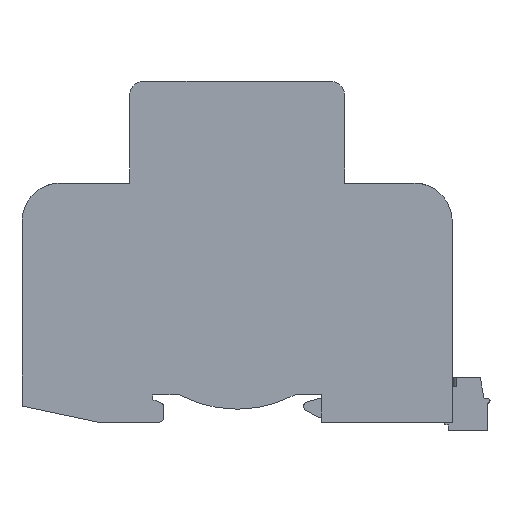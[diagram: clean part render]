
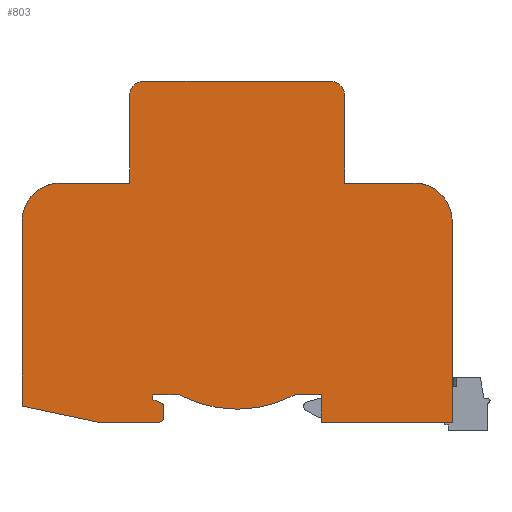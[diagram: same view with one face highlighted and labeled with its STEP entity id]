
A CAD part, left-side view. The second image highlights one B-rep face of the part: STEP entity #803.
In plain terms, the highlighted planar face has unit normal (-1, 0, 0).
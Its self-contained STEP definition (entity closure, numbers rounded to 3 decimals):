
#612=AXIS2_PLACEMENT_3D('Circle Axis2P3D',#610,#611,$) ;
#640=AXIS2_PLACEMENT_3D('Plane Axis2P3D',#637,#638,#639) ;
#644=AXIS2_PLACEMENT_3D('Circle Axis2P3D',#642,#643,$) ;
#665=AXIS2_PLACEMENT_3D('Circle Axis2P3D',#663,#664,$) ;
#679=AXIS2_PLACEMENT_3D('Circle Axis2P3D',#677,#678,$) ;
#700=AXIS2_PLACEMENT_3D('Circle Axis2P3D',#698,#699,$) ;
#728=AXIS2_PLACEMENT_3D('Circle Axis2P3D',#726,#727,$) ;
#742=AXIS2_PLACEMENT_3D('Circle Axis2P3D',#740,#741,$) ;
#312=CARTESIAN_POINT('Vertex',(0.,35.25,7.5)) ;
#315=CARTESIAN_POINT('Line Origine',(0.,38.013,7.5)) ;
#319=CARTESIAN_POINT('Vertex',(0.,40.776,7.5)) ;
#498=CARTESIAN_POINT('Vertex',(0.,7.9,43.8)) ;
#503=CARTESIAN_POINT('Line Origine',(0.,7.9,22.8)) ;
#507=CARTESIAN_POINT('Vertex',(0.,7.9,1.8)) ;
#610=CARTESIAN_POINT('Axis2P3D Location',(0.,52.9,30.5)) ;
#614=CARTESIAN_POINT('Vertex',(0.,65.024,7.5)) ;
#637=CARTESIAN_POINT('Axis2P3D Location',(0.,52.9,1.8)) ;
#642=CARTESIAN_POINT('Axis2P3D Location',(0.,15.9,43.8)) ;
#646=CARTESIAN_POINT('Vertex',(0.,15.9,51.8)) ;
#649=CARTESIAN_POINT('Line Origine',(0.,23.15,51.8)) ;
#653=CARTESIAN_POINT('Vertex',(0.,30.4,51.8)) ;
#656=CARTESIAN_POINT('Line Origine',(0.,30.4,60.944)) ;
#660=CARTESIAN_POINT('Vertex',(0.,30.4,70.087)) ;
#663=CARTESIAN_POINT('Axis2P3D Location',(0.,33.4,70.087)) ;
#667=CARTESIAN_POINT('Vertex',(0.,33.4,73.087)) ;
#670=CARTESIAN_POINT('Line Origine',(0.,52.9,73.087)) ;
#674=CARTESIAN_POINT('Vertex',(0.,72.4,73.087)) ;
#677=CARTESIAN_POINT('Axis2P3D Location',(0.,72.4,70.087)) ;
#681=CARTESIAN_POINT('Vertex',(0.,75.4,70.087)) ;
#684=CARTESIAN_POINT('Line Origine',(0.,75.4,60.944)) ;
#688=CARTESIAN_POINT('Vertex',(0.,75.4,51.8)) ;
#691=CARTESIAN_POINT('Line Origine',(0.,82.65,51.8)) ;
#695=CARTESIAN_POINT('Vertex',(0.,89.9,51.8)) ;
#698=CARTESIAN_POINT('Axis2P3D Location',(0.,89.9,43.8)) ;
#702=CARTESIAN_POINT('Vertex',(0.,97.9,43.8)) ;
#705=CARTESIAN_POINT('Line Origine',(0.,97.9,24.469)) ;
#709=CARTESIAN_POINT('Vertex',(0.,97.9,5.137)) ;
#712=CARTESIAN_POINT('Line Origine',(0.,90.05,3.469)) ;
#716=CARTESIAN_POINT('Vertex',(0.,82.2,1.8)) ;
#719=CARTESIAN_POINT('Line Origine',(0.,75.725,1.8)) ;
#723=CARTESIAN_POINT('Vertex',(0.,69.25,1.8)) ;
#726=CARTESIAN_POINT('Axis2P3D Location',(0.,69.25,2.8)) ;
#730=CARTESIAN_POINT('Vertex',(0.,68.25,2.8)) ;
#733=CARTESIAN_POINT('Line Origine',(0.,68.25,3.859)) ;
#737=CARTESIAN_POINT('Vertex',(0.,68.25,4.917)) ;
#740=CARTESIAN_POINT('Axis2P3D Location',(0.,69.25,4.917)) ;
#744=CARTESIAN_POINT('Vertex',(0.,68.886,5.849)) ;
#747=CARTESIAN_POINT('Line Origine',(0.,69.718,6.174)) ;
#751=CARTESIAN_POINT('Vertex',(0.,70.55,6.5)) ;
#754=CARTESIAN_POINT('Line Origine',(0.,70.55,7.)) ;
#758=CARTESIAN_POINT('Vertex',(0.,70.55,7.5)) ;
#761=CARTESIAN_POINT('Line Origine',(0.,67.787,7.5)) ;
#766=CARTESIAN_POINT('Line Origine',(0.,35.25,4.65)) ;
#770=CARTESIAN_POINT('Vertex',(0.,35.25,1.8)) ;
#773=CARTESIAN_POINT('Line Origine',(0.,21.575,1.8)) ;
#316=DIRECTION('Vector Direction',(0.,1.,0.)) ;
#504=DIRECTION('Vector Direction',(0.,0.,1.)) ;
#611=DIRECTION('Axis2P3D Direction',(-1.,0.,0.)) ;
#638=DIRECTION('Axis2P3D Direction',(-1.,0.,0.)) ;
#639=DIRECTION('Axis2P3D XDirection',(0.,-1.,0.)) ;
#643=DIRECTION('Axis2P3D Direction',(-1.,0.,0.)) ;
#650=DIRECTION('Vector Direction',(0.,1.,0.)) ;
#657=DIRECTION('Vector Direction',(0.,0.,1.)) ;
#664=DIRECTION('Axis2P3D Direction',(-1.,0.,0.)) ;
#671=DIRECTION('Vector Direction',(0.,1.,0.)) ;
#678=DIRECTION('Axis2P3D Direction',(-1.,0.,0.)) ;
#685=DIRECTION('Vector Direction',(0.,0.,1.)) ;
#692=DIRECTION('Vector Direction',(0.,1.,0.)) ;
#699=DIRECTION('Axis2P3D Direction',(-1.,0.,0.)) ;
#706=DIRECTION('Vector Direction',(0.,0.,-1.)) ;
#713=DIRECTION('Vector Direction',(0.,-0.978,-0.208)) ;
#720=DIRECTION('Vector Direction',(0.,1.,0.)) ;
#727=DIRECTION('Axis2P3D Direction',(-1.,0.,0.)) ;
#734=DIRECTION('Vector Direction',(0.,0.,-1.)) ;
#741=DIRECTION('Axis2P3D Direction',(-1.,0.,0.)) ;
#748=DIRECTION('Vector Direction',(0.,-0.931,-0.364)) ;
#755=DIRECTION('Vector Direction',(0.,0.,1.)) ;
#762=DIRECTION('Vector Direction',(0.,1.,0.)) ;
#767=DIRECTION('Vector Direction',(0.,0.,-1.)) ;
#774=DIRECTION('Vector Direction',(0.,1.,0.)) ;
#317=VECTOR('Line Direction',#316,1.) ;
#505=VECTOR('Line Direction',#504,1.) ;
#651=VECTOR('Line Direction',#650,1.) ;
#658=VECTOR('Line Direction',#657,1.) ;
#672=VECTOR('Line Direction',#671,1.) ;
#686=VECTOR('Line Direction',#685,1.) ;
#693=VECTOR('Line Direction',#692,1.) ;
#707=VECTOR('Line Direction',#706,1.) ;
#714=VECTOR('Line Direction',#713,1.) ;
#721=VECTOR('Line Direction',#720,1.) ;
#735=VECTOR('Line Direction',#734,1.) ;
#749=VECTOR('Line Direction',#748,1.) ;
#756=VECTOR('Line Direction',#755,1.) ;
#763=VECTOR('Line Direction',#762,1.) ;
#768=VECTOR('Line Direction',#767,1.) ;
#775=VECTOR('Line Direction',#774,1.) ;
#779=ORIENTED_EDGE('',*,*,#509,.T.) ;
#780=ORIENTED_EDGE('',*,*,#648,.T.) ;
#781=ORIENTED_EDGE('',*,*,#655,.T.) ;
#782=ORIENTED_EDGE('',*,*,#662,.T.) ;
#783=ORIENTED_EDGE('',*,*,#669,.T.) ;
#784=ORIENTED_EDGE('',*,*,#676,.T.) ;
#785=ORIENTED_EDGE('',*,*,#683,.T.) ;
#786=ORIENTED_EDGE('',*,*,#690,.F.) ;
#787=ORIENTED_EDGE('',*,*,#697,.T.) ;
#788=ORIENTED_EDGE('',*,*,#704,.F.) ;
#789=ORIENTED_EDGE('',*,*,#711,.T.) ;
#790=ORIENTED_EDGE('',*,*,#718,.T.) ;
#791=ORIENTED_EDGE('',*,*,#725,.F.) ;
#792=ORIENTED_EDGE('',*,*,#732,.T.) ;
#793=ORIENTED_EDGE('',*,*,#739,.T.) ;
#794=ORIENTED_EDGE('',*,*,#746,.T.) ;
#795=ORIENTED_EDGE('',*,*,#753,.F.) ;
#796=ORIENTED_EDGE('',*,*,#760,.T.) ;
#797=ORIENTED_EDGE('',*,*,#765,.T.) ;
#798=ORIENTED_EDGE('',*,*,#616,.T.) ;
#799=ORIENTED_EDGE('',*,*,#321,.T.) ;
#800=ORIENTED_EDGE('',*,*,#772,.T.) ;
#801=ORIENTED_EDGE('',*,*,#777,.T.) ;
#803=ADVANCED_FACE('\X2\00DC\X0\BERSPANNUNGSSCHUTZ',(#802),#641,.T.) ;
#613=CIRCLE('generated circle',#612,26.) ;
#645=CIRCLE('generated circle',#644,8.) ;
#666=CIRCLE('generated circle',#665,3.) ;
#680=CIRCLE('generated circle',#679,3.) ;
#701=CIRCLE('generated circle',#700,8.) ;
#729=CIRCLE('generated circle',#728,1.) ;
#743=CIRCLE('generated circle',#742,1.) ;
#321=EDGE_CURVE('',#320,#313,#318,.F.) ;
#509=EDGE_CURVE('',#508,#499,#506,.T.) ;
#616=EDGE_CURVE('',#615,#320,#613,.T.) ;
#648=EDGE_CURVE('',#499,#647,#645,.T.) ;
#655=EDGE_CURVE('',#647,#654,#652,.T.) ;
#662=EDGE_CURVE('',#654,#661,#659,.T.) ;
#669=EDGE_CURVE('',#661,#668,#666,.T.) ;
#676=EDGE_CURVE('',#668,#675,#673,.T.) ;
#683=EDGE_CURVE('',#675,#682,#680,.T.) ;
#690=EDGE_CURVE('',#689,#682,#687,.T.) ;
#697=EDGE_CURVE('',#689,#696,#694,.T.) ;
#704=EDGE_CURVE('',#703,#696,#701,.F.) ;
#711=EDGE_CURVE('',#703,#710,#708,.T.) ;
#718=EDGE_CURVE('',#710,#717,#715,.T.) ;
#725=EDGE_CURVE('',#724,#717,#722,.T.) ;
#732=EDGE_CURVE('',#724,#731,#729,.T.) ;
#739=EDGE_CURVE('',#731,#738,#736,.F.) ;
#746=EDGE_CURVE('',#738,#745,#743,.T.) ;
#753=EDGE_CURVE('',#752,#745,#750,.T.) ;
#760=EDGE_CURVE('',#752,#759,#757,.T.) ;
#765=EDGE_CURVE('',#759,#615,#764,.F.) ;
#772=EDGE_CURVE('',#313,#771,#769,.T.) ;
#777=EDGE_CURVE('',#771,#508,#776,.F.) ;
#778=EDGE_LOOP('',(#779,#780,#781,#782,#783,#784,#785,#786,#787,#788,#789,#790,#791,#792,#793,#794,#795,#796,#797,#798,#799,#800,#801)) ;
#802=FACE_OUTER_BOUND('',#778,.T.) ;
#318=LINE('Line',#315,#317) ;
#506=LINE('Line',#503,#505) ;
#652=LINE('Line',#649,#651) ;
#659=LINE('Line',#656,#658) ;
#673=LINE('Line',#670,#672) ;
#687=LINE('Line',#684,#686) ;
#694=LINE('Line',#691,#693) ;
#708=LINE('Line',#705,#707) ;
#715=LINE('Line',#712,#714) ;
#722=LINE('Line',#719,#721) ;
#736=LINE('Line',#733,#735) ;
#750=LINE('Line',#747,#749) ;
#757=LINE('Line',#754,#756) ;
#764=LINE('Line',#761,#763) ;
#769=LINE('Line',#766,#768) ;
#776=LINE('Line',#773,#775) ;
#641=PLANE('',#640) ;
#313=VERTEX_POINT('',#312) ;
#320=VERTEX_POINT('',#319) ;
#499=VERTEX_POINT('',#498) ;
#508=VERTEX_POINT('',#507) ;
#615=VERTEX_POINT('',#614) ;
#647=VERTEX_POINT('',#646) ;
#654=VERTEX_POINT('',#653) ;
#661=VERTEX_POINT('',#660) ;
#668=VERTEX_POINT('',#667) ;
#675=VERTEX_POINT('',#674) ;
#682=VERTEX_POINT('',#681) ;
#689=VERTEX_POINT('',#688) ;
#696=VERTEX_POINT('',#695) ;
#703=VERTEX_POINT('',#702) ;
#710=VERTEX_POINT('',#709) ;
#717=VERTEX_POINT('',#716) ;
#724=VERTEX_POINT('',#723) ;
#731=VERTEX_POINT('',#730) ;
#738=VERTEX_POINT('',#737) ;
#745=VERTEX_POINT('',#744) ;
#752=VERTEX_POINT('',#751) ;
#759=VERTEX_POINT('',#758) ;
#771=VERTEX_POINT('',#770) ;
